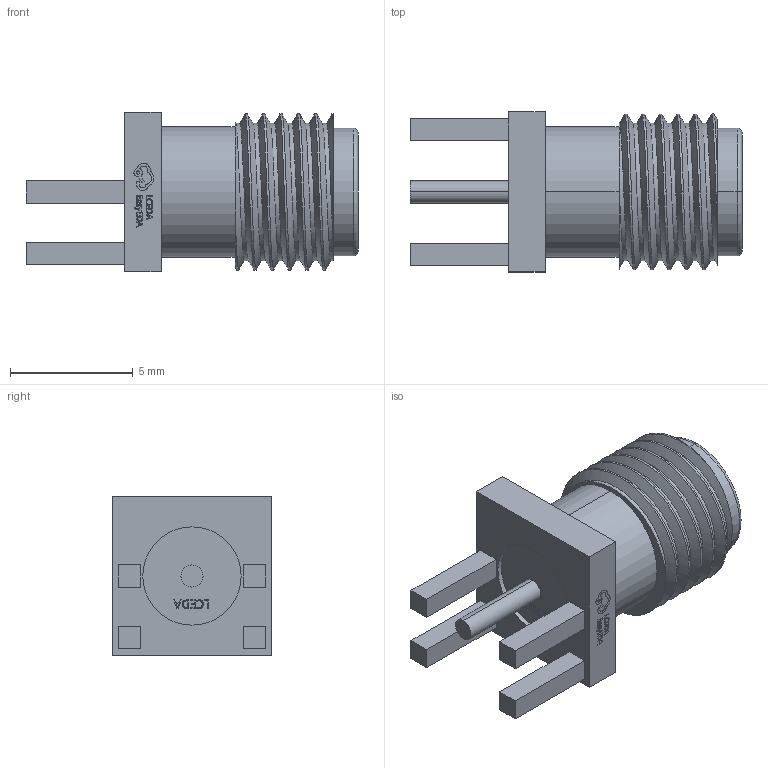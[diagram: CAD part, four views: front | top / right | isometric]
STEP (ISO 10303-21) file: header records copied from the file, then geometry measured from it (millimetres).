
FILE_DESCRIPTION(('CAx-IF Rec.Pracs.---Model Styling and Organization---1.5---2016-08-15','CAx-IF Rec.Pracs.---Geometric and Assembly Validation Properties---4.4---2016-08-17','CAx-IF Rec.Pracs.---User Defined Attributes---1.5---2016-08-15','CAx-IF Rec.Pracs.---External References---2.1---2005-01-19'),'2;1');
FILE_NAME('BWSMA-KE-P001.stp','2024-12-15T21:35:35',('Unspecified'),('Unspecified'),'CAD Exchanger 3.11.0 (cadexchanger.com)','Unspecified','');
FILE_SCHEMA(('AUTOMOTIVE_DESIGN { 1 0 10303 214 1 1 1 1 }'));
Length unit declared in the file: millimetre
Products named in the file (4): PCBModel; DUa8-RF1; SMA-SMD_BWSMA-KE-P001; COMPOUND
Assembly tree (3 placements, depth 4):
  PCBModel
    DUa8-RF1
      SMA-SMD_BWSMA-KE-P001
        COMPOUND
Bounding box: 13.5 x 6.5 x 6.5 mm (x, y, z)
Volume: 239.1 mm3; surface area: 439.9 mm2
Topology: 20 solids, 20 shells, 312 faces, 827 edges, 568 vertices
Faces by surface type: plane 180, bspline 101, cylinder 29, torus 2
Entity records: 13587 total; most frequent: CARTESIAN_POINT 4108, ORIENTED_EDGE 1654, DIRECTION 1045, EDGE_CURVE 827, VERTEX_POINT 568, LINE 541, VECTOR 541, FACE_BOUND 339
